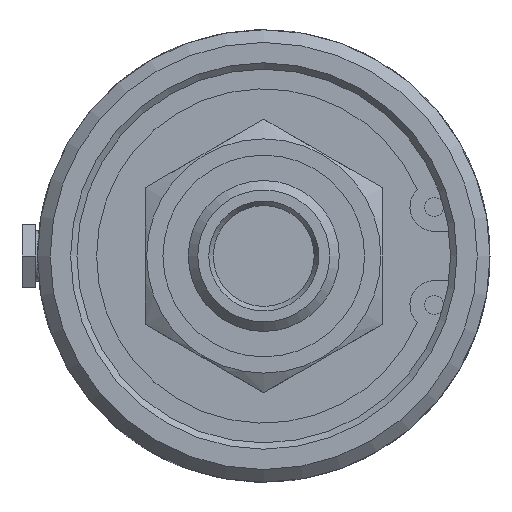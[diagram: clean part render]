
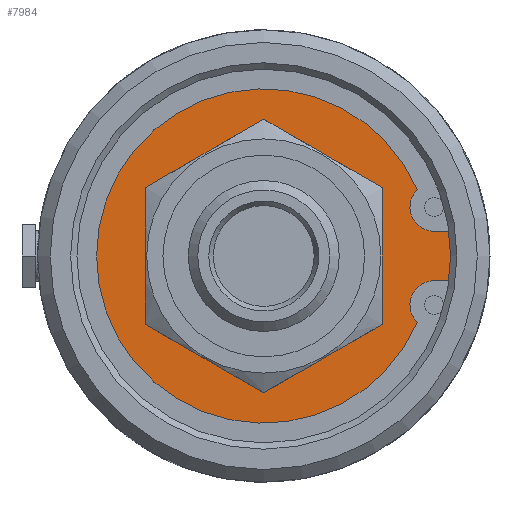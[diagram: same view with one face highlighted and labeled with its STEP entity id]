
A CAD part, left-side view. The second image highlights one B-rep face of the part: STEP entity #7984.
In plain terms, the highlighted planar face has unit normal (-1, 0, 0).
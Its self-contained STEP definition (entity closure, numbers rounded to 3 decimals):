
#115=FACE_BOUND('',#2779,.T.);
#755=LINE('',#56385,#1200);
#760=LINE('',#56403,#1205);
#1200=VECTOR('',#9873,10.);
#1205=VECTOR('',#9888,10.);
#1643=CIRCLE('',#8471,3.048);
#1644=CIRCLE('',#8473,3.048);
#1645=CIRCLE('',#8475,21.057);
#1673=CIRCLE('',#8527,13.9);
#1674=CIRCLE('',#8528,13.9);
#1705=CIRCLE('',#8586,25.375);
#1863=PLANE('',#8585);
#2280=FACE_OUTER_BOUND('',#2778,.T.);
#2778=EDGE_LOOP('',(#7336,#7337,#7338,#7339,#7340,#7341));
#2779=EDGE_LOOP('',(#7342,#7343));
#3842=VERTEX_POINT('',#56382);
#3843=VERTEX_POINT('',#56384);
#3847=VERTEX_POINT('',#56400);
#3848=VERTEX_POINT('',#56402);
#3849=VERTEX_POINT('',#56406);
#3850=VERTEX_POINT('',#56410);
#3896=VERTEX_POINT('',#56654);
#3897=VERTEX_POINT('',#56655);
#4941=EDGE_CURVE('',#3843,#3842,#755,.T.);
#4949=EDGE_CURVE('',#3848,#3847,#760,.T.);
#4951=EDGE_CURVE('',#3849,#3843,#1643,.T.);
#4953=EDGE_CURVE('',#3847,#3850,#1644,.T.);
#4955=EDGE_CURVE('',#3850,#3849,#1645,.T.);
#5018=EDGE_CURVE('',#3896,#3897,#1673,.T.);
#5019=EDGE_CURVE('',#3897,#3896,#1674,.T.);
#5077=EDGE_CURVE('',#3842,#3848,#1705,.T.);
#7336=ORIENTED_EDGE('',*,*,#4941,.T.);
#7337=ORIENTED_EDGE('',*,*,#5077,.T.);
#7338=ORIENTED_EDGE('',*,*,#4949,.T.);
#7339=ORIENTED_EDGE('',*,*,#4953,.T.);
#7340=ORIENTED_EDGE('',*,*,#4955,.T.);
#7341=ORIENTED_EDGE('',*,*,#4951,.T.);
#7342=ORIENTED_EDGE('',*,*,#5018,.T.);
#7343=ORIENTED_EDGE('',*,*,#5019,.T.);
#7984=ADVANCED_FACE('',(#2280,#115),#1863,.F.);
#8471=AXIS2_PLACEMENT_3D('',#56407,#9892,#9893);
#8473=AXIS2_PLACEMENT_3D('',#56411,#9897,#9898);
#8475=AXIS2_PLACEMENT_3D('',#56414,#9902,#9903);
#8527=AXIS2_PLACEMENT_3D('',#56656,#10021,#10022);
#8528=AXIS2_PLACEMENT_3D('',#56657,#10023,#10024);
#8585=AXIS2_PLACEMENT_3D('',#56899,#10157,#10158);
#8586=AXIS2_PLACEMENT_3D('',#56900,#10159,#10160);
#9873=DIRECTION('',(0.,-1.,0.));
#9888=DIRECTION('',(0.,1.,0.));
#9892=DIRECTION('center_axis',(1.,0.,0.));
#9893=DIRECTION('ref_axis',(0.,0.,1.));
#9897=DIRECTION('center_axis',(1.,0.,0.));
#9898=DIRECTION('ref_axis',(0.,-0.961,0.276));
#9902=DIRECTION('center_axis',(-1.,0.,0.));
#9903=DIRECTION('ref_axis',(0.,0.,-1.));
#10021=DIRECTION('center_axis',(1.,0.,0.));
#10022=DIRECTION('ref_axis',(0.,1.,0.));
#10023=DIRECTION('center_axis',(1.,0.,0.));
#10024=DIRECTION('ref_axis',(0.,1.,0.));
#10157=DIRECTION('center_axis',(1.,0.,0.));
#10158=DIRECTION('ref_axis',(0.,0.,-1.));
#10159=DIRECTION('center_axis',(-1.,0.,0.));
#10160=DIRECTION('ref_axis',(0.,1.,0.));
#56382=CARTESIAN_POINT('',(3.978,-25.184,-3.112));
#56384=CARTESIAN_POINT('',(3.978,-21.461,-3.112));
#56385=CARTESIAN_POINT('',(3.978,-3.137,-3.112));
#56400=CARTESIAN_POINT('',(3.978,-21.461,3.112));
#56402=CARTESIAN_POINT('',(3.978,-25.184,3.112));
#56403=CARTESIAN_POINT('',(3.978,-1.275,3.112));
#56406=CARTESIAN_POINT('',(3.978,-19.334,-8.343));
#56407=CARTESIAN_POINT('Origin',(3.978,-21.461,-6.16));
#56410=CARTESIAN_POINT('',(3.978,-19.334,8.343));
#56411=CARTESIAN_POINT('Origin',(3.978,-21.461,6.16));
#56414=CARTESIAN_POINT('Origin',(3.978,0.,0.));
#56654=CARTESIAN_POINT('',(3.978,13.9,0.));
#56655=CARTESIAN_POINT('',(3.978,-13.9,0.));
#56656=CARTESIAN_POINT('Origin',(3.978,0.,0.));
#56657=CARTESIAN_POINT('Origin',(3.978,0.,0.));
#56899=CARTESIAN_POINT('Origin',(3.978,18.91,0.));
#56900=CARTESIAN_POINT('Origin',(3.978,0.,0.));
